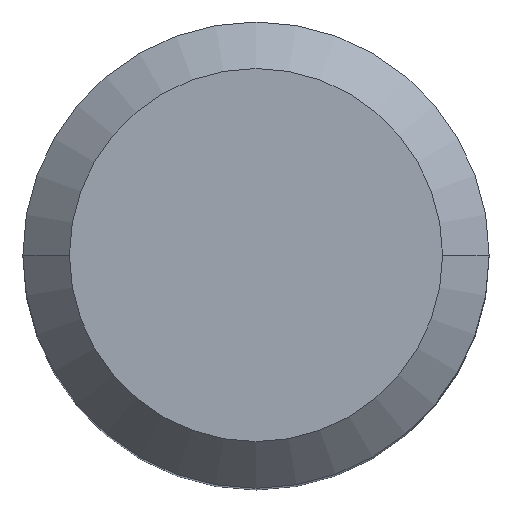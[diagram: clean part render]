
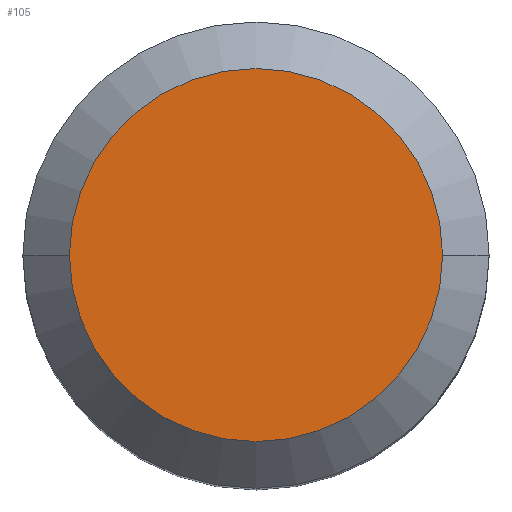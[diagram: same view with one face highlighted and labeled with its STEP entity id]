
A CAD part, top view. The second image highlights one B-rep face of the part: STEP entity #105.
In plain terms, the highlighted planar face has unit normal (0, 0, 1).
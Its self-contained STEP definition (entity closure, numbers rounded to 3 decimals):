
#105=ADVANCED_FACE('',(#239),#240,.T.);
#169=VERTEX_POINT('',#311);
#173=VERTEX_POINT('',#315);
#175=EDGE_CURVE('',#169,#173,#317,.T.);
#179=EDGE_CURVE('',#173,#169,#321,.T.);
#239=FACE_OUTER_BOUND('',#374,.T.);
#240=PLANE('',#375);
#311=CARTESIAN_POINT('',(-3.2,0.0,20.0));
#315=CARTESIAN_POINT('',(3.2,0.,20.0));
#317=CIRCLE('',#477,3.2);
#321=CIRCLE('',#484,3.2);
#374=EDGE_LOOP('',(#558,#559));
#375=AXIS2_PLACEMENT_3D('',#560,#561,#562);
#477=AXIS2_PLACEMENT_3D('',#637,#638,#639);
#484=AXIS2_PLACEMENT_3D('',#641,#642,#643);
#558=ORIENTED_EDGE('',*,*,#175,.F.);
#559=ORIENTED_EDGE('',*,*,#179,.F.);
#560=CARTESIAN_POINT('',(-1.6,0.0,20.0));
#561=DIRECTION('',(0.0,0.0,1.0));
#562=DIRECTION('',(1.0,-0.0,0.0));
#637=CARTESIAN_POINT('',(0.0,0.0,20.0));
#638=DIRECTION('',(0.0,0.0,-1.0));
#639=DIRECTION('',(-1.0,0.0,0.0));
#641=CARTESIAN_POINT('',(0.0,0.0,20.0));
#642=DIRECTION('',(0.0,0.0,-1.0));
#643=DIRECTION('',(-1.0,0.0,0.0));
